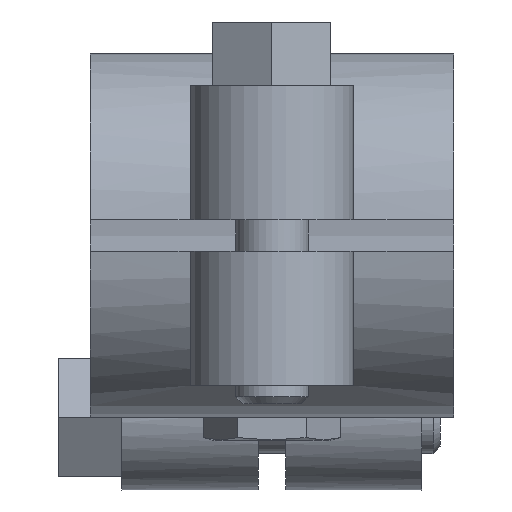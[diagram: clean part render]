
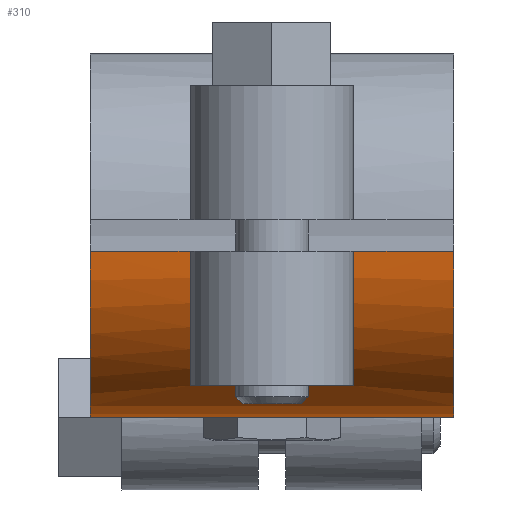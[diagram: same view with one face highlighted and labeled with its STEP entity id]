
A CAD part, left-side view. The second image highlights one B-rep face of the part: STEP entity #310.
In plain terms, the highlighted cylindrical face has radius 20 mm (diameter 40 mm), a partial arc.
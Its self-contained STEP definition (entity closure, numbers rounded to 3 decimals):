
#310 = ADVANCED_FACE( '', ( #724 ), #725, .T. );
#724 = FACE_OUTER_BOUND( '', #1317, .T. );
#725 = CYLINDRICAL_SURFACE( '', #1318, 20. );
#1317 = EDGE_LOOP( '', ( #1922, #1923, #1924, #1925, #1926, #1927, #1928, #1929, #1930, #1931, #1932, #1933 ) );
#1318 = AXIS2_PLACEMENT_3D( '', #1934, #1935, #1936 );
#1922 = ORIENTED_EDGE( '', *, *, #3475, .F. );
#1923 = ORIENTED_EDGE( '', *, *, #3476, .F. );
#1924 = ORIENTED_EDGE( '', *, *, #3477, .T. );
#1925 = ORIENTED_EDGE( '', *, *, #3478, .T. );
#1926 = ORIENTED_EDGE( '', *, *, #3479, .F. );
#1927 = ORIENTED_EDGE( '', *, *, #3480, .T. );
#1928 = ORIENTED_EDGE( '', *, *, #3481, .F. );
#1929 = ORIENTED_EDGE( '', *, *, #3453, .F. );
#1930 = ORIENTED_EDGE( '', *, *, #3482, .F. );
#1931 = ORIENTED_EDGE( '', *, *, #3483, .F. );
#1932 = ORIENTED_EDGE( '', *, *, #3484, .F. );
#1933 = ORIENTED_EDGE( '', *, *, #3485, .F. );
#1934 = CARTESIAN_POINT( '', ( 0., 40., 0. ) );
#1935 = DIRECTION( '', ( 0., 1., 0. ) );
#1936 = DIRECTION( '', ( 0., 0., -1. ) );
#3453 = EDGE_CURVE( '', #4058, #4054, #4060, .T. );
#3475 = EDGE_CURVE( '', #4099, #4100, #4101, .F. );
#3476 = EDGE_CURVE( '', #4102, #4099, #4103, .T. );
#3477 = EDGE_CURVE( '', #4102, #4104, #4105, .T. );
#3478 = EDGE_CURVE( '', #4104, #4106, #4107, .T. );
#3479 = EDGE_CURVE( '', #4108, #4106, #4109, .F. );
#3480 = EDGE_CURVE( '', #4108, #4110, #4111, .T. );
#3481 = EDGE_CURVE( '', #4054, #4110, #4112, .T. );
#3482 = EDGE_CURVE( '', #4113, #4058, #4114, .T. );
#3483 = EDGE_CURVE( '', #4115, #4113, #4116, .T. );
#3484 = EDGE_CURVE( '', #4117, #4115, #4118, .T. );
#3485 = EDGE_CURVE( '', #4100, #4117, #4119, .T. );
#4054 = VERTEX_POINT( '', #4942 );
#4058 = VERTEX_POINT( '', #4948 );
#4060 = CIRCLE( '', #4951, 20. );
#4099 = VERTEX_POINT( '', #5034 );
#4100 = VERTEX_POINT( '', #5035 );
#4101 = LINE( '', #5036, #5037 );
#4102 = VERTEX_POINT( '', #5038 );
#4103 = CIRCLE( '', #5039, 20. );
#4104 = VERTEX_POINT( '', #5040 );
#4105 = LINE( '', #5041, #5042 );
#4106 = VERTEX_POINT( '', #5043 );
#4107 = CIRCLE( '', #5044, 20. );
#4108 = VERTEX_POINT( '', #5045 );
#4109 = LINE( '', #5046, #5047 );
#4110 = VERTEX_POINT( '', #5048 );
#4111 = CIRCLE( '', #5049, 20. );
#4112 = LINE( '', #5050, #5051 );
#4113 = VERTEX_POINT( '', #5052 );
#4114 = LINE( '', #5053, #5054 );
#4115 = VERTEX_POINT( '', #5055 );
#4116 = CIRCLE( '', #5056, 20. );
#4117 = VERTEX_POINT( '', #5057 );
#4118 = LINE( '', #5058, #5059 );
#4119 = CIRCLE( '', #5060, 20. );
#4942 = CARTESIAN_POINT( '', ( -19.923, 11., -1.75 ) );
#4948 = CARTESIAN_POINT( '', ( -11.303, 11., -16.5 ) );
#4951 = AXIS2_PLACEMENT_3D( '', #6362, #6363, #6364 );
#5034 = CARTESIAN_POINT( '', ( 2.57, 35., -19.834 ) );
#5035 = CARTESIAN_POINT( '', ( 2.57, 40., -19.834 ) );
#5036 = CARTESIAN_POINT( '', ( 2.57, 40., -19.834 ) );
#5037 = VECTOR( '', #6384, 1000. );
#5038 = CARTESIAN_POINT( '', ( 19.365, 35., -5. ) );
#5039 = AXIS2_PLACEMENT_3D( '', #6385, #6386, #6387 );
#5040 = CARTESIAN_POINT( '', ( 19.365, 5., -5. ) );
#5041 = CARTESIAN_POINT( '', ( 19.365, 35., -5. ) );
#5042 = VECTOR( '', #6388, 1000. );
#5043 = CARTESIAN_POINT( '', ( 2.57, 5., -19.834 ) );
#5044 = AXIS2_PLACEMENT_3D( '', #6389, #6390, #6391 );
#5045 = CARTESIAN_POINT( '', ( 2.57, 0., -19.834 ) );
#5046 = CARTESIAN_POINT( '', ( 2.57, 40., -19.834 ) );
#5047 = VECTOR( '', #6392, 1000. );
#5048 = CARTESIAN_POINT( '', ( -19.923, 0., -1.75 ) );
#5049 = AXIS2_PLACEMENT_3D( '', #6393, #6394, #6395 );
#5050 = CARTESIAN_POINT( '', ( -19.923, 40., -1.75 ) );
#5051 = VECTOR( '', #6396, 1000. );
#5052 = CARTESIAN_POINT( '', ( -11.303, 29., -16.5 ) );
#5053 = CARTESIAN_POINT( '', ( -11.303, 40., -16.5 ) );
#5054 = VECTOR( '', #6397, 1000. );
#5055 = CARTESIAN_POINT( '', ( -19.923, 29., -1.75 ) );
#5056 = AXIS2_PLACEMENT_3D( '', #6398, #6399, #6400 );
#5057 = CARTESIAN_POINT( '', ( -19.923, 40., -1.75 ) );
#5058 = CARTESIAN_POINT( '', ( -19.923, 40., -1.75 ) );
#5059 = VECTOR( '', #6401, 1000. );
#5060 = AXIS2_PLACEMENT_3D( '', #6402, #6403, #6404 );
#6362 = CARTESIAN_POINT( '', ( 0., 11., 0. ) );
#6363 = DIRECTION( '', ( 0., 1., 0. ) );
#6364 = DIRECTION( '', ( 0., 0., 1. ) );
#6384 = DIRECTION( '', ( 0., -1., 0. ) );
#6385 = CARTESIAN_POINT( '', ( 0., 35., 0. ) );
#6386 = DIRECTION( '', ( 0., 1., 0. ) );
#6387 = DIRECTION( '', ( 1., 0., 0. ) );
#6388 = DIRECTION( '', ( 0., -1., 0. ) );
#6389 = CARTESIAN_POINT( '', ( 0., 5., 0. ) );
#6390 = DIRECTION( '', ( 0., 1., 0. ) );
#6391 = DIRECTION( '', ( 1., 0., 0. ) );
#6392 = DIRECTION( '', ( 0., -1., 0. ) );
#6393 = CARTESIAN_POINT( '', ( 0., 0., 0. ) );
#6394 = DIRECTION( '', ( 0., 1., 0. ) );
#6395 = DIRECTION( '', ( 1., 0., 0. ) );
#6396 = DIRECTION( '', ( 0., -1., 0. ) );
#6397 = DIRECTION( '', ( 0., -1., 0. ) );
#6398 = CARTESIAN_POINT( '', ( 0., 29., 0. ) );
#6399 = DIRECTION( '', ( 0., -1., 0. ) );
#6400 = DIRECTION( '', ( 0., 0., -1. ) );
#6401 = DIRECTION( '', ( 0., -1., 0. ) );
#6402 = CARTESIAN_POINT( '', ( 0., 40., 0. ) );
#6403 = DIRECTION( '', ( 0., 1., 0. ) );
#6404 = DIRECTION( '', ( 1., 0., 0. ) );
